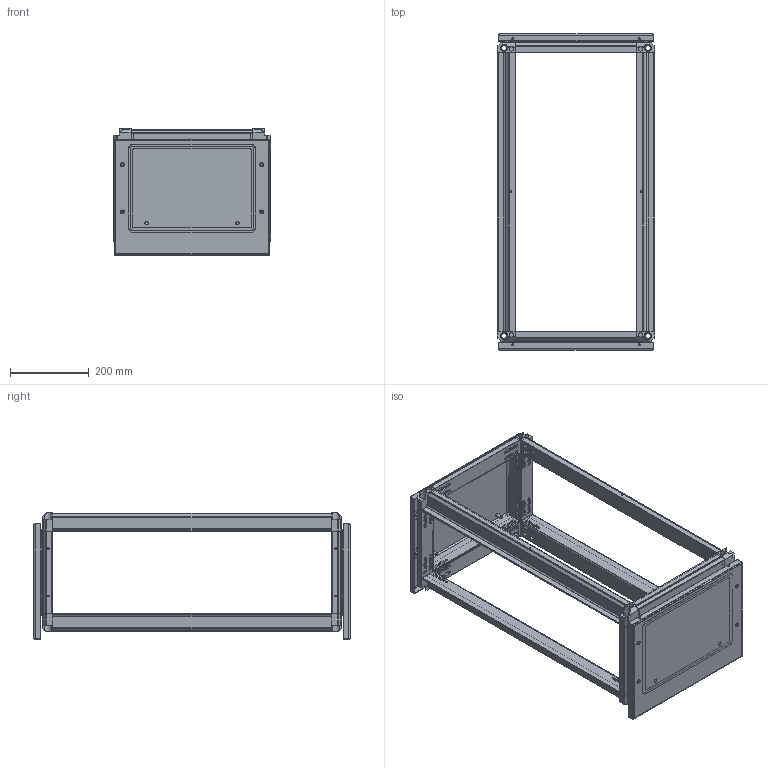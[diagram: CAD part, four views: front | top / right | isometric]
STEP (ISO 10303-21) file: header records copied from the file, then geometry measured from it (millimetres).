
FILE_DESCRIPTION(/* description */ (''),/* implementation_level */ '2;1');
FILE_NAME(/* name */ 'CE304080.stp',/* time_stamp */ '2021-07-13T08:15:16+02:00',/* author */ (''),/* organization */ (''),/* preprocessor_version */ 'ST-DEVELOPER v16.7',/* originating_system */ 'SIEMENS PLM Software NX 12.0',/* authorisation */ '');
FILE_SCHEMA (('AUTOMOTIVE_DESIGN { 1 0 10303 214 3 1 1 1 }'));
Length unit declared in the file: millimetre
Products named in the file (4): FRONTAL_TRASERO CAMARA EMBARRADO 300X400; SOPORTE FRONTAL_TRASERO CE H300; BASTIDOR CAMARA EMBARRADO H300 400X800; CE304060_stp
Assembly tree (7 placements, depth 2):
  CE304060_stp
    BASTIDOR CAMARA EMBARRADO H300 400X800
    SOPORTE FRONTAL_TRASERO CE H300  x4
    FRONTAL_TRASERO CAMARA EMBARRADO 300X400  x2
Bounding box: 400 x 805 x 321.5 mm (x, y, z)
Volume: 2104816.6 mm3; surface area: 2370923 mm2
Topology: 40 solids, 40 shells, 2025 faces, 5509 edges, 3614 vertices
Faces by surface type: plane 1490, cylinder 427, cone 68, bspline 32, torus 8
Full cylindrical faces by diameter (mm): 4.65 x159, 5 x12, 5.1 x8, 6.5 x8, 8 x12, 9 x4, 10 x8, 11.5 x8, 12.5 x8, 18.5 x8
Entity records: 52793 total; most frequent: CARTESIAN_POINT 10026, ORIENTED_EDGE 8488, DIRECTION 8176, EDGE_CURVE 4244, LINE 3392, VECTOR 3392, VERTEX_POINT 2938, EDGE_LOOP 2512
